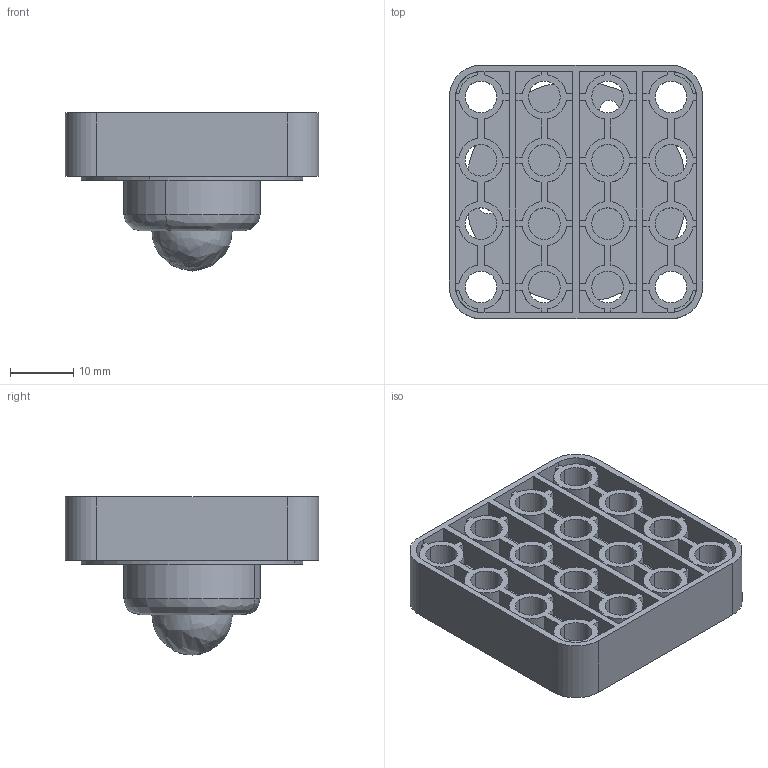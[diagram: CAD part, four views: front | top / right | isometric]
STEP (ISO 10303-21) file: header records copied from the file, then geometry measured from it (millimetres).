
FILE_DESCRIPTION (( 'STEP AP214' ), '1' );
FILE_NAME ('caster_wheel.STEP', '2019-02-11T08:22:57', ( '' ), ( '' ), 'SwSTEP 2.0', 'SolidWorks 2018', '' );
FILE_SCHEMA (( 'AUTOMOTIVE_DESIGN' ));
Length unit declared in the file: millimetre
Products named in the file (5): caster_wheel; Component6; caster_wheel_base; caster wheel v4; theBall
Assembly tree (4 placements, depth 3):
  caster_wheel
    caster_wheel_base
    caster wheel v4
      theBall
      Component6
Bounding box: 40 x 40 x 24.95 mm (x, y, z)
Volume: 10102.4 mm3; surface area: 15419.8 mm2
Topology: 3 solids, 3 shells, 524 faces, 1532 edges, 1018 vertices
Faces by surface type: plane 337, cylinder 182, bspline 5
Entity records: 23407 total; most frequent: CARTESIAN_POINT 3157, ORIENTED_EDGE 3052, DIRECTION 2964, EDGE_CURVE 1526, LINE 1138, VECTOR 1138, VERTEX_POINT 1018, AXIS2_PLACEMENT_3D 913
